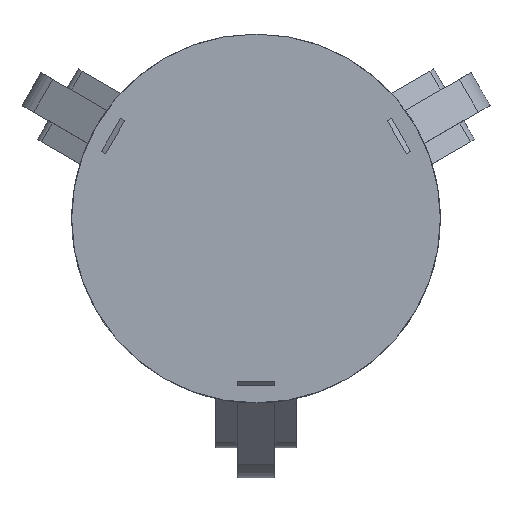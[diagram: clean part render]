
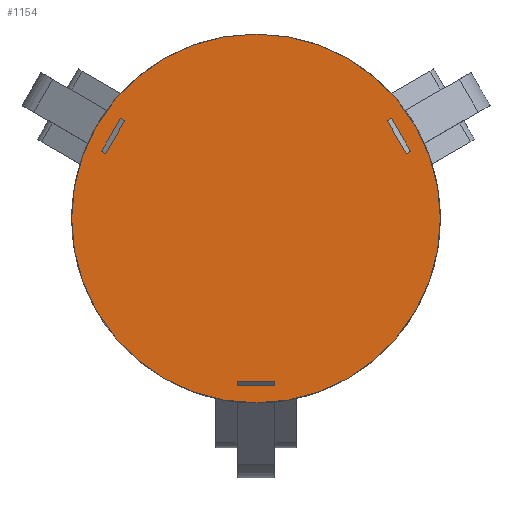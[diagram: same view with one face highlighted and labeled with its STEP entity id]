
A CAD part, top view. The second image highlights one B-rep face of the part: STEP entity #1154.
In plain terms, the highlighted planar face has unit normal (0, 0, 1).
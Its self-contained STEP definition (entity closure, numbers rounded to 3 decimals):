
#16=FACE_BOUND('',#185,.T.);
#17=FACE_BOUND('',#186,.T.);
#18=FACE_BOUND('',#187,.T.);
#63=PLANE('',#1300);
#120=FACE_OUTER_BOUND('',#184,.T.);
#184=EDGE_LOOP('',(#1012));
#185=EDGE_LOOP('',(#1013,#1014,#1015,#1016));
#186=EDGE_LOOP('',(#1017,#1018,#1019,#1020));
#187=EDGE_LOOP('',(#1021,#1022,#1023,#1024));
#276=LINE('',#2048,#373);
#277=LINE('',#2050,#374);
#278=LINE('',#2052,#375);
#279=LINE('',#2053,#376);
#280=LINE('',#2056,#377);
#281=LINE('',#2058,#378);
#282=LINE('',#2060,#379);
#283=LINE('',#2061,#380);
#284=LINE('',#2064,#381);
#285=LINE('',#2066,#382);
#286=LINE('',#2068,#383);
#287=LINE('',#2069,#384);
#373=VECTOR('',#1615,1.);
#374=VECTOR('',#1616,1.);
#375=VECTOR('',#1617,1.);
#376=VECTOR('',#1618,1.);
#377=VECTOR('',#1619,1.);
#378=VECTOR('',#1620,1.);
#379=VECTOR('',#1621,1.);
#380=VECTOR('',#1622,1.);
#381=VECTOR('',#1623,1.);
#382=VECTOR('',#1624,1.);
#383=VECTOR('',#1625,1.);
#384=VECTOR('',#1626,1.);
#453=CIRCLE('',#1257,17.);
#532=VERTEX_POINT('',#1922);
#565=VERTEX_POINT('',#2046);
#566=VERTEX_POINT('',#2047);
#567=VERTEX_POINT('',#2049);
#568=VERTEX_POINT('',#2051);
#569=VERTEX_POINT('',#2054);
#570=VERTEX_POINT('',#2055);
#571=VERTEX_POINT('',#2057);
#572=VERTEX_POINT('',#2059);
#573=VERTEX_POINT('',#2062);
#574=VERTEX_POINT('',#2063);
#575=VERTEX_POINT('',#2065);
#576=VERTEX_POINT('',#2067);
#662=EDGE_CURVE('',#532,#532,#453,.T.);
#726=EDGE_CURVE('',#565,#566,#276,.T.);
#727=EDGE_CURVE('',#566,#567,#277,.T.);
#728=EDGE_CURVE('',#568,#567,#278,.T.);
#729=EDGE_CURVE('',#568,#565,#279,.T.);
#730=EDGE_CURVE('',#569,#570,#280,.T.);
#731=EDGE_CURVE('',#569,#571,#281,.T.);
#732=EDGE_CURVE('',#572,#571,#282,.T.);
#733=EDGE_CURVE('',#570,#572,#283,.T.);
#734=EDGE_CURVE('',#573,#574,#284,.T.);
#735=EDGE_CURVE('',#574,#575,#285,.T.);
#736=EDGE_CURVE('',#576,#575,#286,.T.);
#737=EDGE_CURVE('',#576,#573,#287,.T.);
#1012=ORIENTED_EDGE('',*,*,#662,.F.);
#1013=ORIENTED_EDGE('',*,*,#726,.T.);
#1014=ORIENTED_EDGE('',*,*,#727,.T.);
#1015=ORIENTED_EDGE('',*,*,#728,.F.);
#1016=ORIENTED_EDGE('',*,*,#729,.T.);
#1017=ORIENTED_EDGE('',*,*,#730,.F.);
#1018=ORIENTED_EDGE('',*,*,#731,.T.);
#1019=ORIENTED_EDGE('',*,*,#732,.F.);
#1020=ORIENTED_EDGE('',*,*,#733,.F.);
#1021=ORIENTED_EDGE('',*,*,#734,.T.);
#1022=ORIENTED_EDGE('',*,*,#735,.T.);
#1023=ORIENTED_EDGE('',*,*,#736,.F.);
#1024=ORIENTED_EDGE('',*,*,#737,.T.);
#1154=ADVANCED_FACE('',(#120,#16,#17,#18),#63,.F.);
#1257=AXIS2_PLACEMENT_3D('',#1923,#1480,#1481);
#1300=AXIS2_PLACEMENT_3D('',#2045,#1613,#1614);
#1480=DIRECTION('center_axis',(0.,0.,-1.));
#1481=DIRECTION('ref_axis',(0.,-1.,0.));
#1613=DIRECTION('center_axis',(0.,0.,-1.));
#1614=DIRECTION('ref_axis',(0.,-1.,0.));
#1615=DIRECTION('',(0.866,-0.5,0.));
#1616=DIRECTION('',(-0.5,-0.866,0.));
#1617=DIRECTION('',(0.866,-0.5,0.));
#1618=DIRECTION('',(0.5,0.866,0.));
#1619=DIRECTION('',(-1.,0.,0.));
#1620=DIRECTION('',(0.,-1.,0.));
#1621=DIRECTION('',(1.,0.,0.));
#1622=DIRECTION('',(0.,-1.,0.));
#1623=DIRECTION('',(-0.866,-0.5,0.));
#1624=DIRECTION('',(-0.5,0.866,0.));
#1625=DIRECTION('',(-0.866,-0.5,0.));
#1626=DIRECTION('',(0.5,-0.866,0.));
#1922=CARTESIAN_POINT('',(0.,17.,5.));
#1923=CARTESIAN_POINT('Origin',(0.,0.,5.));
#2045=CARTESIAN_POINT('Origin',(0.,0.,5.));
#2046=CARTESIAN_POINT('',(-12.492,9.233,5.));
#2047=CARTESIAN_POINT('',(-12.104,9.009,5.));
#2048=CARTESIAN_POINT('',(-6.671,5.872,5.));
#2049=CARTESIAN_POINT('',(-13.854,5.978,5.));
#2050=CARTESIAN_POINT('',(-13.416,6.736,5.));
#2051=CARTESIAN_POINT('',(-14.242,6.202,5.));
#2052=CARTESIAN_POINT('',(-8.421,2.841,5.));
#2053=CARTESIAN_POINT('',(-13.805,6.96,5.));
#2054=CARTESIAN_POINT('',(1.75,-14.987,5.));
#2055=CARTESIAN_POINT('',(-1.75,-14.987,5.));
#2056=CARTESIAN_POINT('',(0.875,-14.987,5.));
#2057=CARTESIAN_POINT('',(1.75,-15.435,5.));
#2058=CARTESIAN_POINT('',(1.75,-8.714,5.));
#2059=CARTESIAN_POINT('',(-1.75,-15.435,5.));
#2060=CARTESIAN_POINT('',(0.875,-15.435,5.));
#2061=CARTESIAN_POINT('',(-1.75,-8.714,5.));
#2062=CARTESIAN_POINT('',(14.242,6.202,5.));
#2063=CARTESIAN_POINT('',(13.854,5.978,5.));
#2064=CARTESIAN_POINT('',(8.421,2.841,5.));
#2065=CARTESIAN_POINT('',(12.104,9.009,5.));
#2066=CARTESIAN_POINT('',(12.541,8.251,5.));
#2067=CARTESIAN_POINT('',(12.492,9.233,5.));
#2068=CARTESIAN_POINT('',(6.671,5.872,5.));
#2069=CARTESIAN_POINT('',(12.93,8.475,5.));
